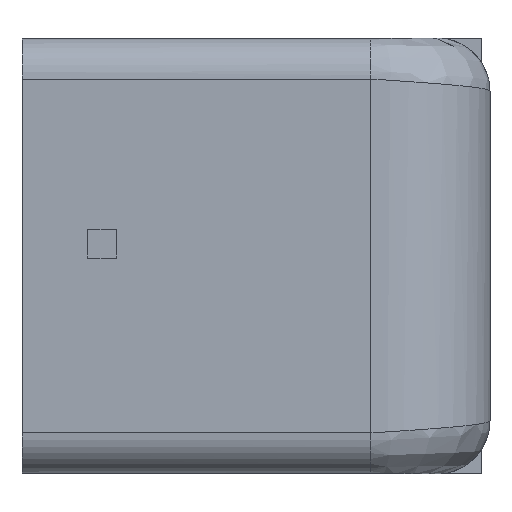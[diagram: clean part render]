
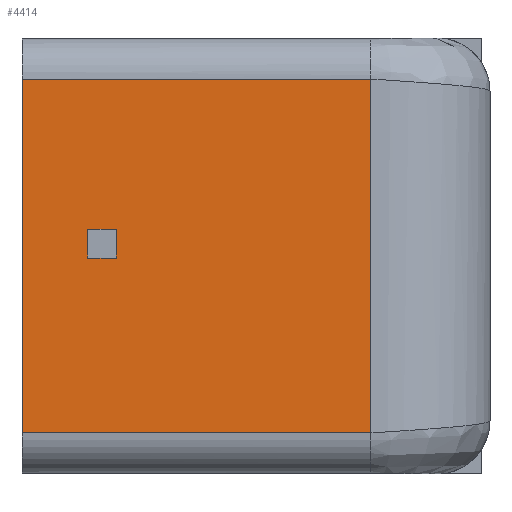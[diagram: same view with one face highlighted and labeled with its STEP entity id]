
A CAD part, front view. The second image highlights one B-rep face of the part: STEP entity #4414.
In plain terms, the highlighted planar face has unit normal (0, -1, 0).
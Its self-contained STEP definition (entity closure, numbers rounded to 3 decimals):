
#443 = VERTEX_POINT('',#444);
#444 = CARTESIAN_POINT('',(30.826,-65.487,-6.25));
#451 = EDGE_CURVE('',#443,#452,#454,.T.);
#452 = VERTEX_POINT('',#453);
#453 = CARTESIAN_POINT('',(30.826,-65.487,36.85));
#454 = LINE('',#455,#456);
#455 = CARTESIAN_POINT('',(30.826,-65.487,969.961));
#456 = VECTOR('',#457,1.);
#457 = DIRECTION('',(0.,0.,1.));
#4414 = ADVANCED_FACE('',(#4415,#4440),#4474,.F.);
#4415 = FACE_BOUND('',#4416,.T.);
#4416 = EDGE_LOOP('',(#4417,#4425,#4426,#4434));
#4417 = ORIENTED_EDGE('',*,*,#4418,.T.);
#4418 = EDGE_CURVE('',#4419,#452,#4421,.T.);
#4419 = VERTEX_POINT('',#4420);
#4420 = CARTESIAN_POINT('',(73.326,-65.487,36.85));
#4421 = LINE('',#4422,#4423);
#4422 = CARTESIAN_POINT('',(39.613,-65.487,36.85));
#4423 = VECTOR('',#4424,1.);
#4424 = DIRECTION('',(-1.,0.,0.));
#4425 = ORIENTED_EDGE('',*,*,#451,.F.);
#4426 = ORIENTED_EDGE('',*,*,#4427,.T.);
#4427 = EDGE_CURVE('',#443,#4428,#4430,.T.);
#4428 = VERTEX_POINT('',#4429);
#4429 = CARTESIAN_POINT('',(73.326,-65.487,-6.25));
#4430 = LINE('',#4431,#4432);
#4431 = CARTESIAN_POINT('',(39.613,-65.487,-6.25));
#4432 = VECTOR('',#4433,1.);
#4433 = DIRECTION('',(1.,0.,0.));
#4434 = ORIENTED_EDGE('',*,*,#4435,.F.);
#4435 = EDGE_CURVE('',#4419,#4428,#4436,.T.);
#4436 = LINE('',#4437,#4438);
#4437 = CARTESIAN_POINT('',(73.326,-65.487,-939.361));
#4438 = VECTOR('',#4439,1.);
#4439 = DIRECTION('',(0.,0.,-1.));
#4440 = FACE_BOUND('',#4441,.T.);
#4441 = EDGE_LOOP('',(#4442,#4452,#4460,#4468));
#4442 = ORIENTED_EDGE('',*,*,#4443,.F.);
#4443 = EDGE_CURVE('',#4444,#4446,#4448,.T.);
#4444 = VERTEX_POINT('',#4445);
#4445 = CARTESIAN_POINT('',(38.826,-65.487,15.05));
#4446 = VERTEX_POINT('',#4447);
#4447 = CARTESIAN_POINT('',(42.326,-65.487,15.05));
#4448 = LINE('',#4449,#4450);
#4449 = CARTESIAN_POINT('',(39.613,-65.487,15.05));
#4450 = VECTOR('',#4451,1.);
#4451 = DIRECTION('',(1.,0.,0.));
#4452 = ORIENTED_EDGE('',*,*,#4453,.F.);
#4453 = EDGE_CURVE('',#4454,#4444,#4456,.T.);
#4454 = VERTEX_POINT('',#4455);
#4455 = CARTESIAN_POINT('',(38.826,-65.487,18.55));
#4456 = LINE('',#4457,#4458);
#4457 = CARTESIAN_POINT('',(38.826,-65.487,-939.361));
#4458 = VECTOR('',#4459,1.);
#4459 = DIRECTION('',(0.,0.,-1.));
#4460 = ORIENTED_EDGE('',*,*,#4461,.T.);
#4461 = EDGE_CURVE('',#4454,#4462,#4464,.T.);
#4462 = VERTEX_POINT('',#4463);
#4463 = CARTESIAN_POINT('',(42.326,-65.487,18.55));
#4464 = LINE('',#4465,#4466);
#4465 = CARTESIAN_POINT('',(39.613,-65.487,18.55));
#4466 = VECTOR('',#4467,1.);
#4467 = DIRECTION('',(1.,0.,0.));
#4468 = ORIENTED_EDGE('',*,*,#4469,.F.);
#4469 = EDGE_CURVE('',#4446,#4462,#4470,.T.);
#4470 = LINE('',#4471,#4472);
#4471 = CARTESIAN_POINT('',(42.326,-65.487,-939.361));
#4472 = VECTOR('',#4473,1.);
#4473 = DIRECTION('',(0.,0.,1.));
#4474 = PLANE('',#4475);
#4475 = AXIS2_PLACEMENT_3D('',#4476,#4477,#4478);
#4476 = CARTESIAN_POINT('',(31.136,-65.487,-11.25));
#4477 = DIRECTION('',(0.,1.,0.));
#4478 = DIRECTION('',(-1.,0.,0.));
